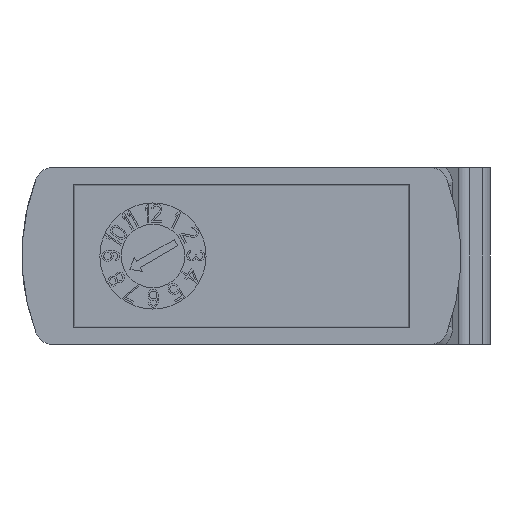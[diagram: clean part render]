
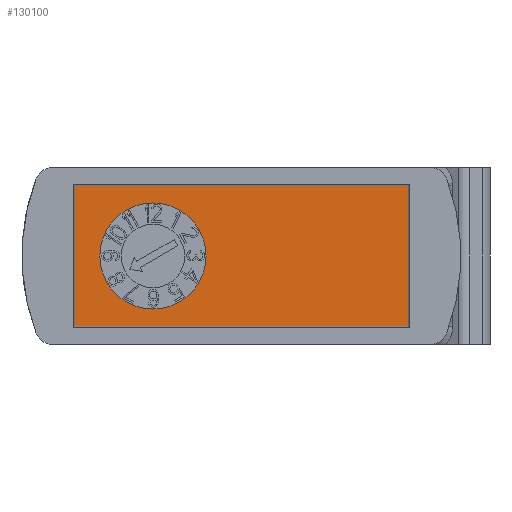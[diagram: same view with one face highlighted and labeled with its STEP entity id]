
A CAD part, front view. The second image highlights one B-rep face of the part: STEP entity #130100.
In plain terms, the highlighted planar face has unit normal (0, -1, 0).
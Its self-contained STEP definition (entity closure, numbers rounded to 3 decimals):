
#46632=DIRECTION('',(0.,0.,-1.));
#46633=VECTOR('',#46632,7.95);
#46634=CARTESIAN_POINT('',(-9.425,0.8,3.975));
#46635=LINE('',#46634,#46633);
#46636=DIRECTION('',(-1.,0.,0.));
#46637=VECTOR('',#46636,18.85);
#46638=CARTESIAN_POINT('',(9.425,0.8,3.975));
#46639=LINE('',#46638,#46637);
#46640=DIRECTION('',(0.,0.,-1.));
#46641=VECTOR('',#46640,7.95);
#46642=CARTESIAN_POINT('',(9.425,0.8,3.975));
#46643=LINE('',#46642,#46641);
#46644=DIRECTION('',(-1.,0.,0.));
#46645=VECTOR('',#46644,18.85);
#46646=CARTESIAN_POINT('',(9.425,0.8,-3.975));
#46647=LINE('',#46646,#46645);
#46648=CARTESIAN_POINT('',(-5.,0.8,0.));
#46649=DIRECTION('',(0.,1.,0.));
#46650=DIRECTION('',(-1.,0.,0.));
#46651=AXIS2_PLACEMENT_3D('',#46648,#46649,#46650);
#46653=CARTESIAN_POINT('',(-5.,0.8,0.));
#46654=DIRECTION('',(0.,1.,0.));
#46655=DIRECTION('',(1.,0.,0.));
#46656=AXIS2_PLACEMENT_3D('',#46653,#46654,#46655);
#52288=CARTESIAN_POINT('',(-9.425,0.8,3.975));
#52289=CARTESIAN_POINT('',(-9.425,0.8,-3.975));
#52290=VERTEX_POINT('',#52288);
#52291=VERTEX_POINT('',#52289);
#52292=CARTESIAN_POINT('',(9.425,0.8,3.975));
#52293=CARTESIAN_POINT('',(9.425,0.8,-3.975));
#52294=VERTEX_POINT('',#52292);
#52295=VERTEX_POINT('',#52293);
#52300=CARTESIAN_POINT('',(-8.,0.8,0.));
#52301=CARTESIAN_POINT('',(-2.,0.8,0.));
#52302=VERTEX_POINT('',#52300);
#52303=VERTEX_POINT('',#52301);
#130083=CARTESIAN_POINT('',(0.,0.8,0.));
#130084=DIRECTION('',(0.,-1.,0.));
#130085=DIRECTION('',(-1.,0.,0.));
#130086=AXIS2_PLACEMENT_3D('',#130083,#130084,#130085);
#130087=PLANE('',#130086);
#130088=ORIENTED_EDGE('',*,*,#130049,.F.);
#130089=ORIENTED_EDGE('',*,*,#130065,.F.);
#130090=ORIENTED_EDGE('',*,*,#130076,.T.);
#130091=ORIENTED_EDGE('',*,*,#130034,.T.);
#130092=EDGE_LOOP('',(#130088,#130089,#130090,#130091));
#130093=FACE_OUTER_BOUND('',#130092,.F.);
#130095=ORIENTED_EDGE('',*,*,#130094,.F.);
#130097=ORIENTED_EDGE('',*,*,#130096,.F.);
#130098=EDGE_LOOP('',(#130095,#130097));
#130099=FACE_BOUND('',#130098,.F.);
#130100=ADVANCED_FACE('',(#130093,#130099),#130087,.T.);
#46652=CIRCLE('',#46651,3.);
#46657=CIRCLE('',#46656,3.);
#130034=EDGE_CURVE('',#52295,#52291,#46647,.T.);
#130049=EDGE_CURVE('',#52290,#52291,#46635,.T.);
#130065=EDGE_CURVE('',#52294,#52290,#46639,.T.);
#130076=EDGE_CURVE('',#52294,#52295,#46643,.T.);
#130094=EDGE_CURVE('',#52302,#52303,#46652,.T.);
#130096=EDGE_CURVE('',#52303,#52302,#46657,.T.);
